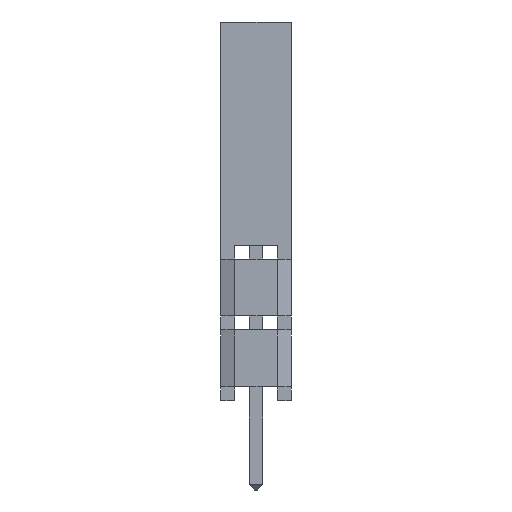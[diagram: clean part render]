
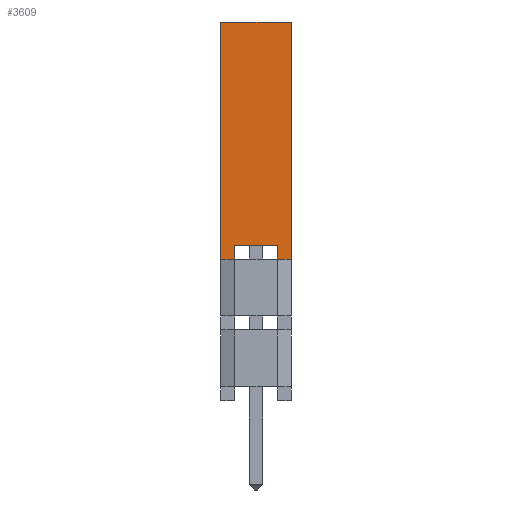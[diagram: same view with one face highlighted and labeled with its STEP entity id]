
A CAD part, left-side view. The second image highlights one B-rep face of the part: STEP entity #3609.
In plain terms, the highlighted planar face has unit normal (-1, 0, 0).
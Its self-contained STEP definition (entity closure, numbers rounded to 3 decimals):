
#1792 = VERTEX_POINT('',#1793);
#1793 = CARTESIAN_POINT('',(-1.27,-0.77,5.08));
#1838 = VERTEX_POINT('',#1839);
#1839 = CARTESIAN_POINT('',(-1.27,-1.27,5.08));
#1845 = EDGE_CURVE('',#1838,#1846,#1848,.T.);
#1846 = VERTEX_POINT('',#1847);
#1847 = CARTESIAN_POINT('',(-1.27,-1.27,13.58));
#1848 = LINE('',#1849,#1850);
#1849 = CARTESIAN_POINT('',(-1.27,-1.27,5.08));
#1850 = VECTOR('',#1851,1.);
#1851 = DIRECTION('',(0.,0.,1.));
#2239 = VERTEX_POINT('',#2240);
#2240 = CARTESIAN_POINT('',(-1.27,0.77,5.08));
#2302 = VERTEX_POINT('',#2303);
#2303 = CARTESIAN_POINT('',(-1.27,1.27,5.08));
#2309 = EDGE_CURVE('',#2302,#2310,#2312,.T.);
#2310 = VERTEX_POINT('',#2311);
#2311 = CARTESIAN_POINT('',(-1.27,1.27,13.58));
#2312 = LINE('',#2313,#2314);
#2313 = CARTESIAN_POINT('',(-1.27,1.27,5.08));
#2314 = VECTOR('',#2315,1.);
#2315 = DIRECTION('',(0.,0.,1.));
#3569 = EDGE_CURVE('',#1838,#1792,#3570,.T.);
#3570 = LINE('',#3571,#3572);
#3571 = CARTESIAN_POINT('',(-1.27,-1.27,5.08));
#3572 = VECTOR('',#3573,1.);
#3573 = DIRECTION('',(0.,1.,0.));
#3609 = ADVANCED_FACE('',(#3610),#3649,.F.);
#3610 = FACE_BOUND('',#3611,.F.);
#3611 = EDGE_LOOP('',(#3612,#3618,#3619,#3620,#3628,#3636,#3642,#3648));
#3612 = ORIENTED_EDGE('',*,*,#3613,.F.);
#3613 = EDGE_CURVE('',#1846,#2310,#3614,.T.);
#3614 = LINE('',#3615,#3616);
#3615 = CARTESIAN_POINT('',(-1.27,-1.27,13.58));
#3616 = VECTOR('',#3617,1.);
#3617 = DIRECTION('',(0.,1.,0.));
#3618 = ORIENTED_EDGE('',*,*,#1845,.F.);
#3619 = ORIENTED_EDGE('',*,*,#3569,.T.);
#3620 = ORIENTED_EDGE('',*,*,#3621,.T.);
#3621 = EDGE_CURVE('',#1792,#3622,#3624,.T.);
#3622 = VERTEX_POINT('',#3623);
#3623 = CARTESIAN_POINT('',(-1.27,-0.77,5.58));
#3624 = LINE('',#3625,#3626);
#3625 = CARTESIAN_POINT('',(-1.27,-0.77,5.08));
#3626 = VECTOR('',#3627,1.);
#3627 = DIRECTION('',(0.,0.,1.));
#3628 = ORIENTED_EDGE('',*,*,#3629,.T.);
#3629 = EDGE_CURVE('',#3622,#3630,#3632,.T.);
#3630 = VERTEX_POINT('',#3631);
#3631 = CARTESIAN_POINT('',(-1.27,0.77,5.58));
#3632 = LINE('',#3633,#3634);
#3633 = CARTESIAN_POINT('',(-1.27,-0.77,5.58));
#3634 = VECTOR('',#3635,1.);
#3635 = DIRECTION('',(0.,1.,0.));
#3636 = ORIENTED_EDGE('',*,*,#3637,.F.);
#3637 = EDGE_CURVE('',#2239,#3630,#3638,.T.);
#3638 = LINE('',#3639,#3640);
#3639 = CARTESIAN_POINT('',(-1.27,0.77,5.08));
#3640 = VECTOR('',#3641,1.);
#3641 = DIRECTION('',(0.,0.,1.));
#3642 = ORIENTED_EDGE('',*,*,#3643,.T.);
#3643 = EDGE_CURVE('',#2239,#2302,#3644,.T.);
#3644 = LINE('',#3645,#3646);
#3645 = CARTESIAN_POINT('',(-1.27,-1.27,5.08));
#3646 = VECTOR('',#3647,1.);
#3647 = DIRECTION('',(0.,1.,0.));
#3648 = ORIENTED_EDGE('',*,*,#2309,.T.);
#3649 = PLANE('',#3650);
#3650 = AXIS2_PLACEMENT_3D('',#3651,#3652,#3653);
#3651 = CARTESIAN_POINT('',(-1.27,-1.27,5.08));
#3652 = DIRECTION('',(1.,0.,0.));
#3653 = DIRECTION('',(0.,0.,1.));
